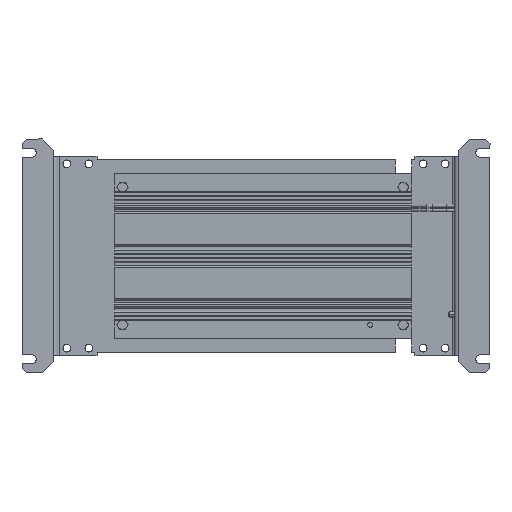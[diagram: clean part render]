
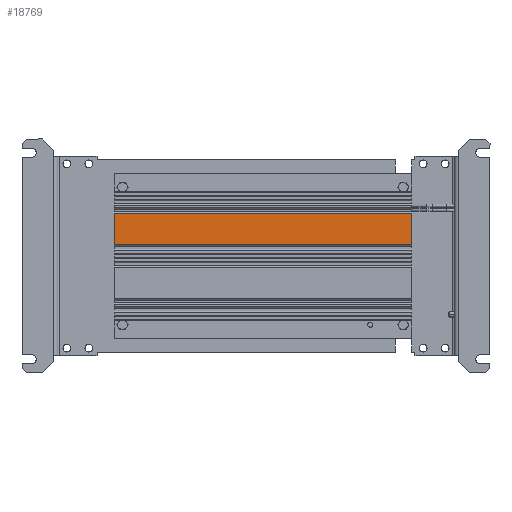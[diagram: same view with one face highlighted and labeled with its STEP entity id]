
A CAD part, front view. The second image highlights one B-rep face of the part: STEP entity #18769.
In plain terms, the highlighted planar face has unit normal (0, 1, 0).
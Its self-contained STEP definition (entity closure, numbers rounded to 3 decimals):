
#1127 = EDGE_LOOP ( 'NONE', ( #19692, #13360, #21073, #14859 ) ) ;
#1549 = VECTOR ( 'NONE', #11252, 1000. ) ;
#2134 = LINE ( 'NONE', #9387, #1549 ) ;
#2863 = CARTESIAN_POINT ( 'NONE',  ( 112.895, -10.203, 31. ) ) ;
#3585 = VERTEX_POINT ( 'NONE', #8281 ) ;
#3647 = VECTOR ( 'NONE', #4640, 1000. ) ;
#4184 = AXIS2_PLACEMENT_3D ( 'NONE', #8087, #21053, #9967 ) ;
#4640 = DIRECTION ( 'NONE',  ( 1., 0., 0. ) ) ;
#4932 = CARTESIAN_POINT ( 'NONE',  ( 112.895, -10.203, 8. ) ) ;
#6178 = FACE_OUTER_BOUND ( 'NONE', #1127, .T. ) ;
#6534 = CARTESIAN_POINT ( 'NONE',  ( -103.105, -10.203, -60. ) ) ;
#8087 = CARTESIAN_POINT ( 'NONE',  ( 112.895, -10.203, 60. ) ) ;
#8281 = CARTESIAN_POINT ( 'NONE',  ( 112.895, -10.203, 31. ) ) ;
#8733 = VECTOR ( 'NONE', #17745, 1000. ) ;
#9082 = VECTOR ( 'NONE', #21362, 1000. ) ;
#9387 = CARTESIAN_POINT ( 'NONE',  ( 112.895, -10.203, -60. ) ) ;
#9592 = EDGE_CURVE ( 'NONE', #18388, #15480, #17886, .T. ) ;
#9967 = DIRECTION ( 'NONE',  ( 1., 0., 0. ) ) ;
#11252 = DIRECTION ( 'NONE',  ( 0., 0., -1. ) ) ;
#13360 = ORIENTED_EDGE ( 'NONE', *, *, #18879, .F. ) ;
#14859 = ORIENTED_EDGE ( 'NONE', *, *, #15779, .T. ) ;
#14869 = VERTEX_POINT ( 'NONE', #23022 ) ;
#15480 = VERTEX_POINT ( 'NONE', #4932 ) ;
#15747 = CARTESIAN_POINT ( 'NONE',  ( 112.895, -10.203, 8. ) ) ;
#15779 = EDGE_CURVE ( 'NONE', #3585, #15480, #2134, .T. ) ;
#17745 = DIRECTION ( 'NONE',  ( 1., 0., 0. ) ) ;
#17886 = LINE ( 'NONE', #15747, #3647 ) ;
#18388 = VERTEX_POINT ( 'NONE', #21468 ) ;
#18769 = ADVANCED_FACE ( 'NONE', ( #6178 ), #22746, .T. ) ;
#18879 = EDGE_CURVE ( 'NONE', #14869, #18388, #23841, .T. ) ;
#19692 = ORIENTED_EDGE ( 'NONE', *, *, #9592, .F. ) ;
#21053 = DIRECTION ( 'NONE',  ( 0., 1., 0. ) ) ;
#21073 = ORIENTED_EDGE ( 'NONE', *, *, #22495, .T. ) ;
#21362 = DIRECTION ( 'NONE',  ( 0., 0., -1. ) ) ;
#21468 = CARTESIAN_POINT ( 'NONE',  ( -103.105, -10.203, 8. ) ) ;
#22495 = EDGE_CURVE ( 'NONE', #14869, #3585, #23514, .T. ) ;
#22746 = PLANE ( 'NONE',  #4184 ) ;
#23022 = CARTESIAN_POINT ( 'NONE',  ( -103.105, -10.203, 31. ) ) ;
#23514 = LINE ( 'NONE', #2863, #8733 ) ;
#23841 = LINE ( 'NONE', #6534, #9082 ) ;
